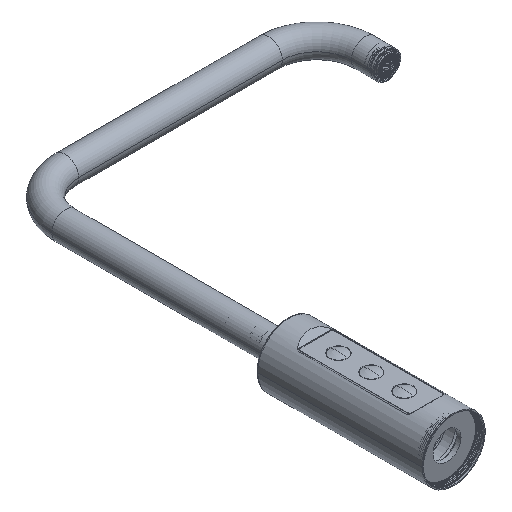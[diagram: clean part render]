
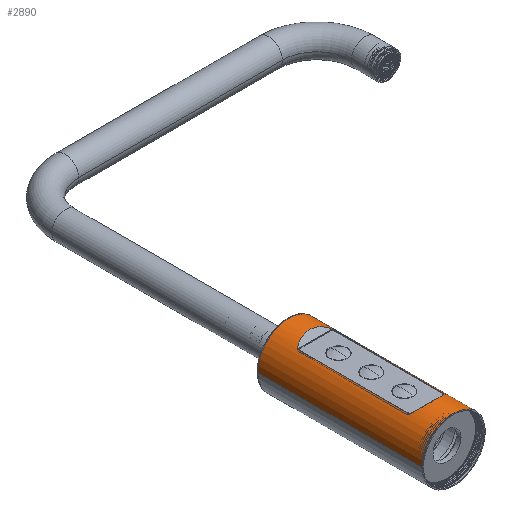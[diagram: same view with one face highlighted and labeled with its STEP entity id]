
A CAD part, isometric view. The second image highlights one B-rep face of the part: STEP entity #2890.
In plain terms, the highlighted cylindrical face has radius 21 mm (diameter 42 mm), a partial arc.
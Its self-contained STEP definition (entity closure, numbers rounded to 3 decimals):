
#6=CARTESIAN_POINT('',(0.,0.,0.));
#7=DIRECTION('',(0.,1.,0.));
#8=DIRECTION('',(-1.,0.,0.));
#9=AXIS2_PLACEMENT_3D('',#6,#7,#8);
#21=DIRECTION('',(0.,1.,0.));
#22=VECTOR('',#21,110.);
#23=CARTESIAN_POINT('',(21.,0.,0.));
#24=LINE('',#23,#22);
#45=CARTESIAN_POINT('',(0.,110.,0.));
#46=DIRECTION('',(0.,-1.,0.));
#47=DIRECTION('',(1.,0.,0.));
#48=AXIS2_PLACEMENT_3D('',#45,#46,#47);
#50=CARTESIAN_POINT('',(0.,110.,0.));
#51=DIRECTION('',(0.,-1.,0.));
#52=DIRECTION('',(-1.,0.,0.007));
#53=AXIS2_PLACEMENT_3D('',#50,#51,#52);
#65=DIRECTION('',(0.,1.,0.));
#66=VECTOR('',#65,110.);
#67=CARTESIAN_POINT('',(-21.,0.,0.));
#68=LINE('',#67,#66);
#69=DIRECTION('',(0.,-1.,0.));
#70=VECTOR('',#69,2.);
#71=CARTESIAN_POINT('',(-11.7,93.,17.439));
#72=LINE('',#71,#70);
#73=DIRECTION('',(0.,-1.,0.));
#74=VECTOR('',#73,71.4);
#75=CARTESIAN_POINT('',(-11.7,91.,17.439));
#76=LINE('',#75,#74);
#77=DIRECTION('',(0.,-1.,0.));
#78=VECTOR('',#77,2.);
#79=CARTESIAN_POINT('',(-11.7,19.6,17.439));
#80=LINE('',#79,#78);
#81=DIRECTION('',(0.,1.,0.));
#82=VECTOR('',#81,2.);
#83=CARTESIAN_POINT('',(11.7,17.6,17.439));
#84=LINE('',#83,#82);
#85=DIRECTION('',(0.,1.,0.));
#86=VECTOR('',#85,71.4);
#87=CARTESIAN_POINT('',(11.7,19.6,17.439));
#88=LINE('',#87,#86);
#89=DIRECTION('',(0.,1.,0.));
#90=VECTOR('',#89,2.);
#91=CARTESIAN_POINT('',(11.7,91.,17.439));
#92=LINE('',#91,#90);
#93=CARTESIAN_POINT('',(-11.7,93.,17.439));
#94=CARTESIAN_POINT('',(-9.75,94.308,18.747));
#95=CARTESIAN_POINT('',(-5.85,96.025,20.464));
#96=CARTESIAN_POINT('',(0.,96.829,21.268));
#97=CARTESIAN_POINT('',(5.85,96.025,20.464));
#98=CARTESIAN_POINT('',(9.75,94.308,18.747));
#99=CARTESIAN_POINT('',(11.7,93.,17.439));
#131=CARTESIAN_POINT('',(11.7,17.6,17.439));
#132=CARTESIAN_POINT('',(9.75,16.292,18.747));
#133=CARTESIAN_POINT('',(5.85,14.575,20.464));
#134=CARTESIAN_POINT('',(0.,13.771,21.268));
#135=CARTESIAN_POINT('',(-5.85,14.575,20.464));
#136=CARTESIAN_POINT('',(-9.75,16.292,18.747));
#137=CARTESIAN_POINT('',(-11.7,17.6,17.439));
#2568=CARTESIAN_POINT('',(21.,0.,0.));
#2569=CARTESIAN_POINT('',(-21.,0.,0.));
#2570=VERTEX_POINT('',#2568);
#2571=VERTEX_POINT('',#2569);
#2576=CARTESIAN_POINT('',(-21.,110.,0.));
#2578=VERTEX_POINT('',#2576);
#2580=CARTESIAN_POINT('',(21.,110.,0.));
#2581=VERTEX_POINT('',#2580);
#2588=CARTESIAN_POINT('',(-20.999,110.,0.148));
#2589=VERTEX_POINT('',#2588);
#2592=VERTEX_POINT('',#93);
#2593=VERTEX_POINT('',#99);
#2594=CARTESIAN_POINT('',(-11.7,91.,17.439));
#2595=VERTEX_POINT('',#2594);
#2596=CARTESIAN_POINT('',(-11.7,19.6,17.439));
#2597=VERTEX_POINT('',#2596);
#2598=CARTESIAN_POINT('',(-11.7,17.6,17.439));
#2599=VERTEX_POINT('',#2598);
#2600=VERTEX_POINT('',#131);
#2601=CARTESIAN_POINT('',(11.7,19.6,17.439));
#2602=VERTEX_POINT('',#2601);
#2603=CARTESIAN_POINT('',(11.7,91.,17.439));
#2604=VERTEX_POINT('',#2603);
#2860=CARTESIAN_POINT('',(0.,-5.55,0.));
#2861=DIRECTION('',(0.,1.,0.));
#2862=DIRECTION('',(1.,0.,0.));
#2863=AXIS2_PLACEMENT_3D('',#2860,#2861,#2862);
#2864=CYLINDRICAL_SURFACE('',#2863,21.);
#2865=ORIENTED_EDGE('',*,*,#2849,.F.);
#2866=ORIENTED_EDGE('',*,*,#2847,.F.);
#2867=ORIENTED_EDGE('',*,*,#2819,.F.);
#2868=ORIENTED_EDGE('',*,*,#2796,.F.);
#2869=ORIENTED_EDGE('',*,*,#2816,.T.);
#2870=EDGE_LOOP('',(#2865,#2866,#2867,#2868,#2869));
#2871=FACE_OUTER_BOUND('',#2870,.F.);
#2873=ORIENTED_EDGE('',*,*,#2872,.F.);
#2875=ORIENTED_EDGE('',*,*,#2874,.T.);
#2877=ORIENTED_EDGE('',*,*,#2876,.T.);
#2879=ORIENTED_EDGE('',*,*,#2878,.T.);
#2881=ORIENTED_EDGE('',*,*,#2880,.F.);
#2883=ORIENTED_EDGE('',*,*,#2882,.T.);
#2885=ORIENTED_EDGE('',*,*,#2884,.T.);
#2887=ORIENTED_EDGE('',*,*,#2886,.T.);
#2888=EDGE_LOOP('',(#2873,#2875,#2877,#2879,#2881,#2883,#2885,#2887));
#2889=FACE_BOUND('',#2888,.F.);
#2890=ADVANCED_FACE('',(#2871,#2889),#2864,.T.);
#10=CIRCLE('',#9,21.);
#49=CIRCLE('',#48,21.);
#54=CIRCLE('',#53,21.);
#100=B_SPLINE_CURVE_WITH_KNOTS('',3,(#93,#94,#95,#96,#97,#98,#99),.UNSPECIFIED.,
.F.,.F.,(4,1,1,1,4),(0.,0.25,0.5,0.75,1.),.UNSPECIFIED.);
#138=B_SPLINE_CURVE_WITH_KNOTS('',3,(#131,#132,#133,#134,#135,#136,#137),
.UNSPECIFIED.,.F.,.F.,(4,1,1,1,4),(0.,0.25,0.5,0.75,1.),
.UNSPECIFIED.);
#2796=EDGE_CURVE('',#2571,#2570,#10,.T.);
#2816=EDGE_CURVE('',#2571,#2578,#68,.T.);
#2819=EDGE_CURVE('',#2570,#2581,#24,.T.);
#2847=EDGE_CURVE('',#2581,#2589,#49,.T.);
#2849=EDGE_CURVE('',#2589,#2578,#54,.T.);
#2872=EDGE_CURVE('',#2592,#2593,#100,.T.);
#2874=EDGE_CURVE('',#2592,#2595,#72,.T.);
#2876=EDGE_CURVE('',#2595,#2597,#76,.T.);
#2878=EDGE_CURVE('',#2597,#2599,#80,.T.);
#2880=EDGE_CURVE('',#2600,#2599,#138,.T.);
#2882=EDGE_CURVE('',#2600,#2602,#84,.T.);
#2884=EDGE_CURVE('',#2602,#2604,#88,.T.);
#2886=EDGE_CURVE('',#2604,#2593,#92,.T.);
